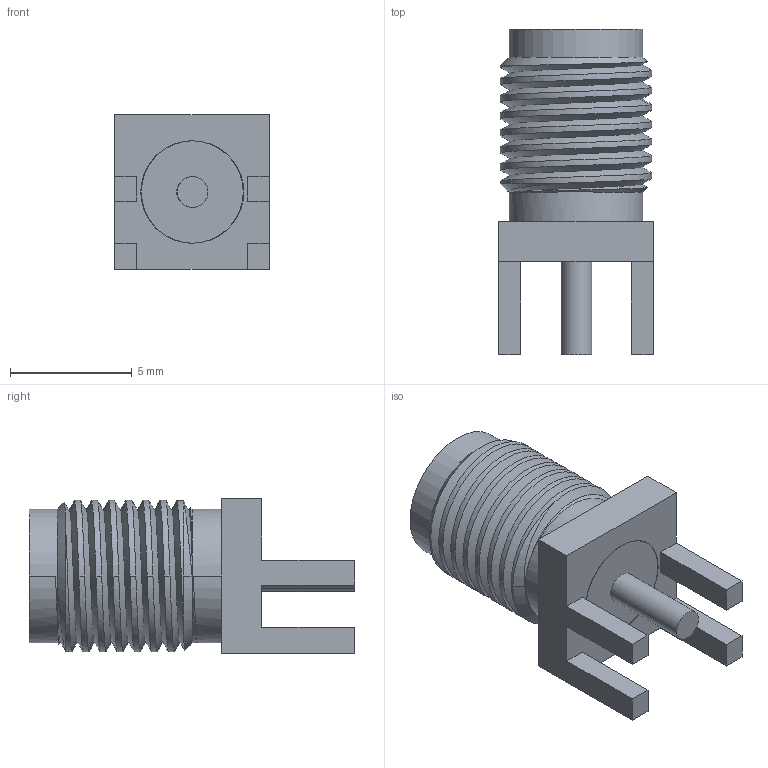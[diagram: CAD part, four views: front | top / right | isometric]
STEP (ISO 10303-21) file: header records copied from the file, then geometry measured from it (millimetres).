
FILE_DESCRIPTION((''),'2;1');
FILE_NAME('ASM0001_ASM','2019-05-23T',('YC-HT'),(''),'PRO/ENGINEER BY PARAMETRIC TECHNOLOGY CORPORATION, 2013040','PRO/ENGINEER BY PARAMETRIC TECHNOLOGY CORPORATION, 2013040','');
FILE_SCHEMA(('CONFIG_CONTROL_DESIGN'));
Length unit declared in the file: millimetre
Products named in the file (4): SMA-K-KE; JIAOLI; ZHEN; ASM0001_ASM
Assembly tree (3 placements, depth 2):
  ASM0001_ASM
    SMA-K-KE
    JIAOLI
    ZHEN
Bounding box: 6.35 x 13.33 x 6.35 mm (x, y, z)
Volume: 251.2 mm3; surface area: 705.3 mm2
Topology: 3 solids, 3 shells, 90 faces, 226 edges, 144 vertices
Faces by surface type: plane 36, cylinder 34, cone 10, bspline 6, torus 4
Entity records: 4587 total; most frequent: CARTESIAN_POINT 2401, ORIENTED_EDGE 452, DIRECTION 411, EDGE_CURVE 226, AXIS2_PLACEMENT_3D 152, VERTEX_POINT 144, VECTOR 107, LINE 107
